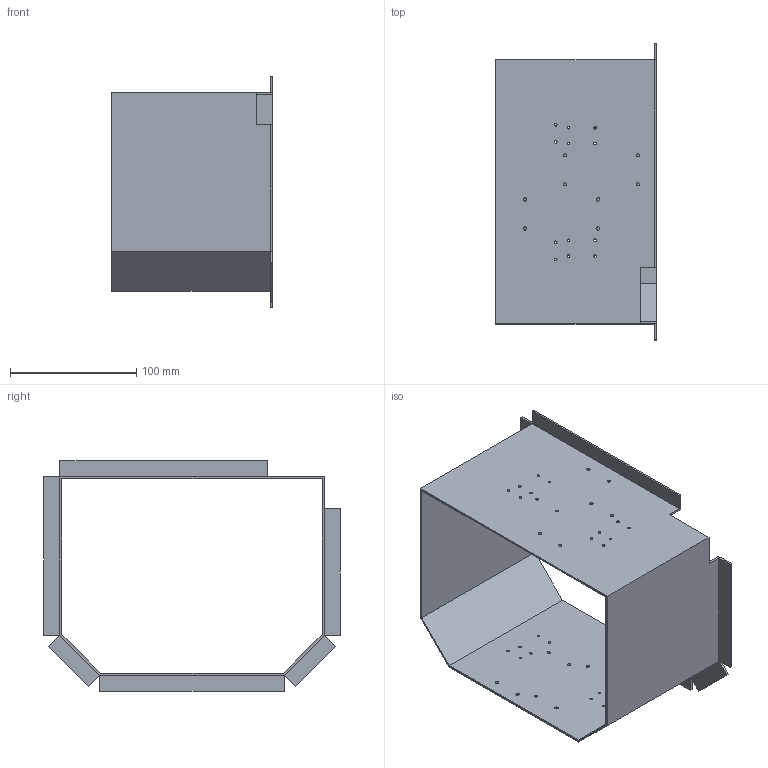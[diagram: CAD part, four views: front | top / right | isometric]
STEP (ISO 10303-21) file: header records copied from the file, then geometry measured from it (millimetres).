
FILE_DESCRIPTION(/* description */ (''),/* implementation_level */ '2;1');
FILE_NAME(/* name */ 'new_sunshade.stp',/* time_stamp */ '2018-06-08T17:27:19-04:00',/* author */ (''),/* organization */ (''),/* preprocessor_version */ 'ST-DEVELOPER v16',/* originating_system */ 'SIEMENS PLM Software NX 11.0',/* authorisation */ '');
FILE_SCHEMA (('AUTOMOTIVE_DESIGN { 1 0 10303 214 3 1 1 1 }'));
Length unit declared in the file: inch
Products named in the file (1): new_sunshade
Bounding box: 127 x 234.95 x 182.88 mm (x, y, z)
Volume: 150314.4 mm3; surface area: 194302 mm2
Topology: 7 solids, 7 shells, 93 faces, 280 edges, 200 vertices
Faces by surface type: plane 53, cylinder 40
Full cylindrical faces by diameter (mm): 2.1 x8, 2.108 x16, 2.642 x16
Entity records: 2874 total; most frequent: DIRECTION 468, CARTESIAN_POINT 454, ORIENTED_EDGE 400, EDGE_LOOP 214, EDGE_CURVE 200, AXIS2_PLACEMENT_3D 174, FACE_BOUND 166, VERTEX_POINT 160
